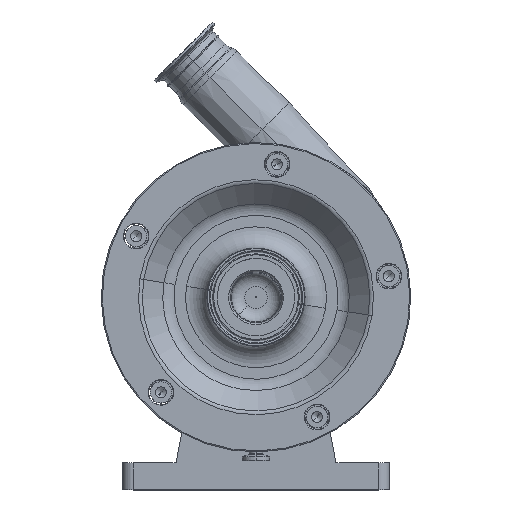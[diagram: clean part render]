
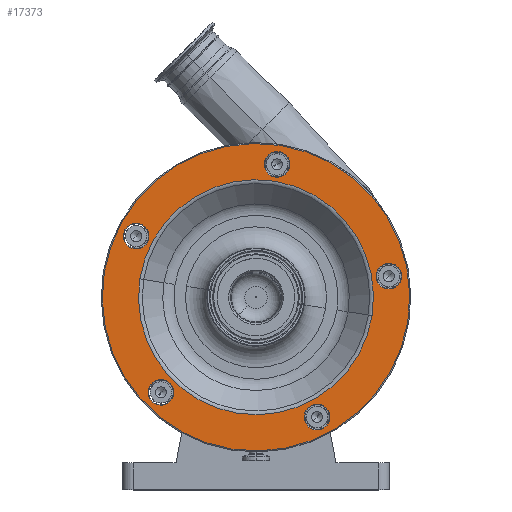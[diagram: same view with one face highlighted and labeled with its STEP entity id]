
A CAD part, top view. The second image highlights one B-rep face of the part: STEP entity #17373.
In plain terms, the highlighted planar face has unit normal (0, 0, 1).
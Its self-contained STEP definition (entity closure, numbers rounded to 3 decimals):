
#141 = CARTESIAN_POINT ( 'NONE',  ( 22.527, 322.227, 220. ) ) ;
#166 = DIRECTION ( 'NONE',  ( 0., 0., 1. ) ) ;
#183 = EDGE_LOOP ( 'NONE', ( #8798, #4398 ) ) ;
#394 = CIRCLE ( 'NONE', #410, 144. ) ;
#410 = AXIS2_PLACEMENT_3D ( 'NONE', #16465, #17888, #3443 ) ;
#663 = CARTESIAN_POINT ( 'NONE',  ( 142.227, 157.473, 220. ) ) ;
#737 = ORIENTED_EDGE ( 'NONE', *, *, #16400, .F. ) ;
#849 = CARTESIAN_POINT ( 'NONE',  ( 112.596, 201.588, 220. ) ) ;
#924 = DIRECTION ( 'NONE',  ( 0.988, -0.156, 0. ) ) ;
#957 = DIRECTION ( 'NONE',  ( 0.988, -0.156, 0. ) ) ;
#1563 = ORIENTED_EDGE ( 'NONE', *, *, #15508, .F. ) ;
#1577 = AXIS2_PLACEMENT_3D ( 'NONE', #3918, #9526, #9708 ) ;
#1709 = EDGE_CURVE ( 'NONE', #16286, #8159, #14284, .T. ) ;
#1783 = CARTESIAN_POINT ( 'NONE',  ( 57.203, 67.733, 220. ) ) ;
#1889 = VERTEX_POINT ( 'NONE', #15301 ) ;
#2420 = AXIS2_PLACEMENT_3D ( 'NONE', #10919, #3470, #957 ) ;
#2546 = DIRECTION ( 'NONE',  ( 0., 0., 1. ) ) ;
#2631 = CARTESIAN_POINT ( 'NONE',  ( 124.449, 199.711, 220. ) ) ;
#2887 = VERTEX_POINT ( 'NONE', #14676 ) ;
#3126 = FACE_BOUND ( 'NONE', #4204, .T. ) ;
#3224 = FACE_BOUND ( 'NONE', #14865, .T. ) ;
#3312 = AXIS2_PLACEMENT_3D ( 'NONE', #7837, #12280, #18081 ) ;
#3401 = FACE_BOUND ( 'NONE', #13656, .T. ) ;
#3402 = DIRECTION ( 'NONE',  ( 0., 0., 1. ) ) ;
#3430 = CIRCLE ( 'NONE', #4959, 12. ) ;
#3443 = DIRECTION ( 'NONE',  ( 0.988, -0.156, 0. ) ) ;
#3470 = DIRECTION ( 'NONE',  ( 0., 0., 1. ) ) ;
#3812 = ORIENTED_EDGE ( 'NONE', *, *, #16614, .F. ) ;
#3884 = CARTESIAN_POINT ( 'NONE',  ( 0., 180., 220. ) ) ;
#3918 = CARTESIAN_POINT ( 'NONE',  ( -89.095, 90.905, 220. ) ) ;
#4204 = EDGE_LOOP ( 'NONE', ( #17794, #12152 ) ) ;
#4289 = EDGE_CURVE ( 'NONE', #9465, #14031, #8639, .T. ) ;
#4398 = ORIENTED_EDGE ( 'NONE', *, *, #1709, .F. ) ;
#4460 = CARTESIAN_POINT ( 'NONE',  ( -108.716, 197.219, 220. ) ) ;
#4464 = CARTESIAN_POINT ( 'NONE',  ( -77.243, 89.027, 220. ) ) ;
#4959 = AXIS2_PLACEMENT_3D ( 'NONE', #15036, #12312, #13579 ) ;
#5029 = AXIS2_PLACEMENT_3D ( 'NONE', #12244, #13773, #10802 ) ;
#5106 = EDGE_CURVE ( 'NONE', #7106, #1889, #12894, .T. ) ;
#5173 = EDGE_LOOP ( 'NONE', ( #14774, #13413 ) ) ;
#5182 = DIRECTION ( 'NONE',  ( 0., 0., 1. ) ) ;
#5204 = CARTESIAN_POINT ( 'NONE',  ( 19.711, 304.449, 220. ) ) ;
#5332 = EDGE_CURVE ( 'NONE', #11734, #17317, #7478, .T. ) ;
#5706 = CARTESIAN_POINT ( 'NONE',  ( 7.858, 306.326, 220. ) ) ;
#5973 = DIRECTION ( 'NONE',  ( 0., 0., -1. ) ) ;
#6350 = EDGE_CURVE ( 'NONE', #17370, #2887, #18249, .T. ) ;
#6830 = AXIS2_PLACEMENT_3D ( 'NONE', #1783, #3402, #7595 ) ;
#7106 = VERTEX_POINT ( 'NONE', #663 ) ;
#7137 = CARTESIAN_POINT ( 'NONE',  ( -112.267, 237.203, 220. ) ) ;
#7284 = AXIS2_PLACEMENT_3D ( 'NONE', #141, #5973, #14624 ) ;
#7452 = DIRECTION ( 'NONE',  ( 0., 0., 1. ) ) ;
#7478 = CIRCLE ( 'NONE', #18069, 12. ) ;
#7545 = CARTESIAN_POINT ( 'NONE',  ( 19.711, 304.449, 220. ) ) ;
#7595 = DIRECTION ( 'NONE',  ( 0.988, -0.156, 0. ) ) ;
#7630 = VERTEX_POINT ( 'NONE', #13194 ) ;
#7837 = CARTESIAN_POINT ( 'NONE',  ( 124.449, 199.711, 220. ) ) ;
#7993 = CARTESIAN_POINT ( 'NONE',  ( 31.563, 302.572, 220. ) ) ;
#8159 = VERTEX_POINT ( 'NONE', #11389 ) ;
#8584 = CARTESIAN_POINT ( 'NONE',  ( 45.351, 69.61, 220. ) ) ;
#8639 = CIRCLE ( 'NONE', #16812, 12. ) ;
#8792 = CARTESIAN_POINT ( 'NONE',  ( -89.095, 90.905, 220. ) ) ;
#8798 = ORIENTED_EDGE ( 'NONE', *, *, #15075, .F. ) ;
#9086 = VERTEX_POINT ( 'NONE', #849 ) ;
#9117 = CIRCLE ( 'NONE', #16395, 12. ) ;
#9286 = EDGE_CURVE ( 'NONE', #1889, #7106, #394, .T. ) ;
#9327 = ORIENTED_EDGE ( 'NONE', *, *, #6350, .F. ) ;
#9465 = VERTEX_POINT ( 'NONE', #5706 ) ;
#9526 = DIRECTION ( 'NONE',  ( 0., 0., 1. ) ) ;
#9708 = DIRECTION ( 'NONE',  ( 0.988, -0.156, 0. ) ) ;
#9940 = CARTESIAN_POINT ( 'NONE',  ( -100.415, 235.326, 220. ) ) ;
#10236 = FACE_BOUND ( 'NONE', #183, .T. ) ;
#10603 = PLANE ( 'NONE',  #7284 ) ;
#10703 = CARTESIAN_POINT ( 'NONE',  ( -124.119, 239.08, 220. ) ) ;
#10802 = DIRECTION ( 'NONE',  ( 0.988, -0.156, 0. ) ) ;
#10849 = CIRCLE ( 'NONE', #12673, 110.071 ) ;
#10919 = CARTESIAN_POINT ( 'NONE',  ( 0., 180., 220. ) ) ;
#11098 = EDGE_CURVE ( 'NONE', #14858, #7630, #16246, .T. ) ;
#11351 = DIRECTION ( 'NONE',  ( 0.988, -0.156, 0. ) ) ;
#11389 = CARTESIAN_POINT ( 'NONE',  ( 108.716, 162.781, 220. ) ) ;
#11471 = CIRCLE ( 'NONE', #3312, 12. ) ;
#11630 = DIRECTION ( 'NONE',  ( 0., 0., 1. ) ) ;
#11734 = VERTEX_POINT ( 'NONE', #10703 ) ;
#11896 = EDGE_LOOP ( 'NONE', ( #737, #13587 ) ) ;
#12035 = FACE_BOUND ( 'NONE', #5173, .T. ) ;
#12152 = ORIENTED_EDGE ( 'NONE', *, *, #11098, .F. ) ;
#12244 = CARTESIAN_POINT ( 'NONE',  ( 0., 180., 220. ) ) ;
#12280 = DIRECTION ( 'NONE',  ( 0., 0., 1. ) ) ;
#12312 = DIRECTION ( 'NONE',  ( 0., 0., 1. ) ) ;
#12387 = AXIS2_PLACEMENT_3D ( 'NONE', #17924, #5182, #13645 ) ;
#12493 = DIRECTION ( 'NONE',  ( 0., 0., 1. ) ) ;
#12673 = AXIS2_PLACEMENT_3D ( 'NONE', #3884, #18419, #924 ) ;
#12773 = EDGE_CURVE ( 'NONE', #7630, #14858, #3430, .T. ) ;
#12894 = CIRCLE ( 'NONE', #5029, 144. ) ;
#13006 = CIRCLE ( 'NONE', #15752, 12. ) ;
#13041 = EDGE_LOOP ( 'NONE', ( #15109, #13752 ) ) ;
#13194 = CARTESIAN_POINT ( 'NONE',  ( 69.055, 65.856, 220. ) ) ;
#13348 = DIRECTION ( 'NONE',  ( 0.988, -0.156, 0. ) ) ;
#13413 = ORIENTED_EDGE ( 'NONE', *, *, #16734, .F. ) ;
#13579 = DIRECTION ( 'NONE',  ( 0.988, -0.156, 0. ) ) ;
#13587 = ORIENTED_EDGE ( 'NONE', *, *, #5332, .F. ) ;
#13617 = ORIENTED_EDGE ( 'NONE', *, *, #4289, .F. ) ;
#13645 = DIRECTION ( 'NONE',  ( 0.988, -0.156, 0. ) ) ;
#13656 = EDGE_LOOP ( 'NONE', ( #9327, #3812 ) ) ;
#13752 = ORIENTED_EDGE ( 'NONE', *, *, #9286, .T. ) ;
#13754 = DIRECTION ( 'NONE',  ( 0.988, -0.156, 0. ) ) ;
#13773 = DIRECTION ( 'NONE',  ( 0., 0., 1. ) ) ;
#14031 = VERTEX_POINT ( 'NONE', #7993 ) ;
#14216 = VERTEX_POINT ( 'NONE', #15691 ) ;
#14284 = CIRCLE ( 'NONE', #2420, 110.071 ) ;
#14624 = DIRECTION ( 'NONE',  ( -0.988, 0.156, 0. ) ) ;
#14676 = CARTESIAN_POINT ( 'NONE',  ( -100.948, 92.782, 220. ) ) ;
#14727 = FACE_BOUND ( 'NONE', #11896, .T. ) ;
#14774 = ORIENTED_EDGE ( 'NONE', *, *, #17264, .F. ) ;
#14858 = VERTEX_POINT ( 'NONE', #8584 ) ;
#14865 = EDGE_LOOP ( 'NONE', ( #1563, #13617 ) ) ;
#14875 = AXIS2_PLACEMENT_3D ( 'NONE', #7545, #7452, #16463 ) ;
#15036 = CARTESIAN_POINT ( 'NONE',  ( 57.203, 67.733, 220. ) ) ;
#15075 = EDGE_CURVE ( 'NONE', #8159, #16286, #10849, .T. ) ;
#15109 = ORIENTED_EDGE ( 'NONE', *, *, #5106, .T. ) ;
#15301 = CARTESIAN_POINT ( 'NONE',  ( -142.227, 202.527, 220. ) ) ;
#15457 = CIRCLE ( 'NONE', #14875, 12. ) ;
#15508 = EDGE_CURVE ( 'NONE', #14031, #9465, #15457, .T. ) ;
#15691 = CARTESIAN_POINT ( 'NONE',  ( 136.301, 197.834, 220. ) ) ;
#15752 = AXIS2_PLACEMENT_3D ( 'NONE', #8792, #11630, #13348 ) ;
#16246 = CIRCLE ( 'NONE', #6830, 12. ) ;
#16286 = VERTEX_POINT ( 'NONE', #4460 ) ;
#16329 = FACE_OUTER_BOUND ( 'NONE', #13041, .T. ) ;
#16370 = CIRCLE ( 'NONE', #12387, 12. ) ;
#16395 = AXIS2_PLACEMENT_3D ( 'NONE', #2631, #2546, #11351 ) ;
#16400 = EDGE_CURVE ( 'NONE', #17317, #11734, #16370, .T. ) ;
#16463 = DIRECTION ( 'NONE',  ( 0.988, -0.156, 0. ) ) ;
#16465 = CARTESIAN_POINT ( 'NONE',  ( 0., 180., 220. ) ) ;
#16614 = EDGE_CURVE ( 'NONE', #2887, #17370, #13006, .T. ) ;
#16734 = EDGE_CURVE ( 'NONE', #9086, #14216, #11471, .T. ) ;
#16812 = AXIS2_PLACEMENT_3D ( 'NONE', #5204, #12493, #13754 ) ;
#17264 = EDGE_CURVE ( 'NONE', #14216, #9086, #9117, .T. ) ;
#17317 = VERTEX_POINT ( 'NONE', #9940 ) ;
#17370 = VERTEX_POINT ( 'NONE', #4464 ) ;
#17373 = ADVANCED_FACE ( 'NONE', ( #12035, #3126, #3401, #3224, #10236, #16329, #14727 ), #10603, .F. ) ;
#17577 = DIRECTION ( 'NONE',  ( 0.988, -0.156, 0. ) ) ;
#17794 = ORIENTED_EDGE ( 'NONE', *, *, #12773, .F. ) ;
#17888 = DIRECTION ( 'NONE',  ( 0., 0., 1. ) ) ;
#17924 = CARTESIAN_POINT ( 'NONE',  ( -112.267, 237.203, 220. ) ) ;
#18069 = AXIS2_PLACEMENT_3D ( 'NONE', #7137, #166, #17577 ) ;
#18081 = DIRECTION ( 'NONE',  ( 0.988, -0.156, 0. ) ) ;
#18249 = CIRCLE ( 'NONE', #1577, 12. ) ;
#18419 = DIRECTION ( 'NONE',  ( 0., 0., 1. ) ) ;
